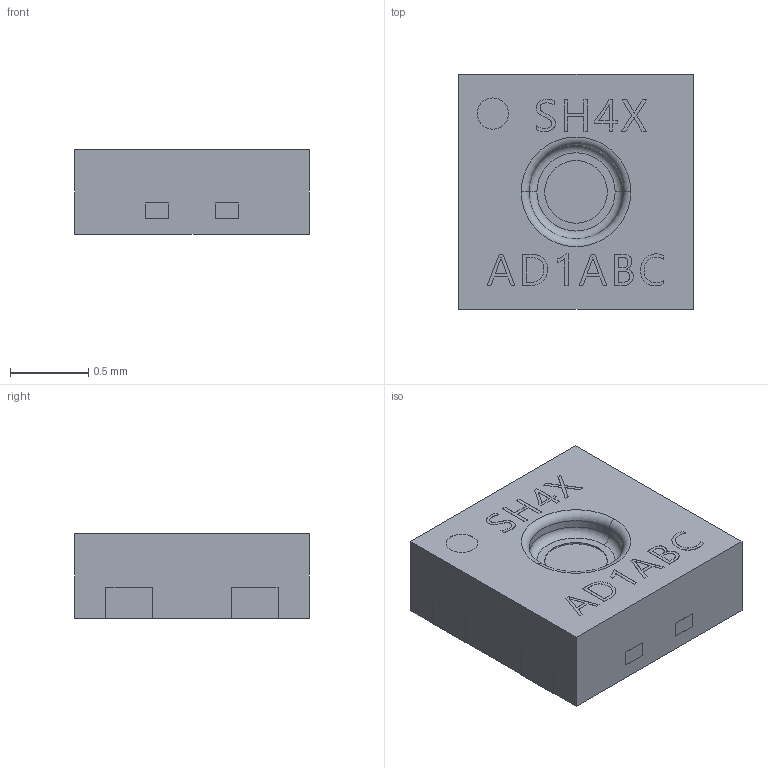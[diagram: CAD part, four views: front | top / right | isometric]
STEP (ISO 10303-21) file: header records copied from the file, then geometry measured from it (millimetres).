
FILE_DESCRIPTION (( 'STEP AP214' ), '1' );
FILE_NAME ('6CA9A9CE-F297-4F2C-BDD0-4A0605E7C56D.STEP', '2024-06-13T20:16:45', ( '' ), ( '' ), 'SwSTEP 2.0', 'SolidWorks 2022', '' );
FILE_SCHEMA (( 'AUTOMOTIVE_DESIGN' ));
Length unit declared in the file: millimetre
Products named in the file (1): 6CA9A9CE-F297-4F2C-BDD0-4A0605E7C56D
Bounding box: 1.5 x 1.5 x 0.54 mm (x, y, z)
Surface area: 11 mm2
Topology: 8 solids, 8 shells, 300 faces, 767 edges, 510 vertices
Faces by surface type: plane 207, bspline 74, cylinder 15, torus 4
Entity records: 15065 total; most frequent: CARTESIAN_POINT 5980, ORIENTED_EDGE 1534, DIRECTION 1111, EDGE_CURVE 767, LINE 581, VECTOR 581, VERTEX_POINT 510, EDGE_LOOP 327
